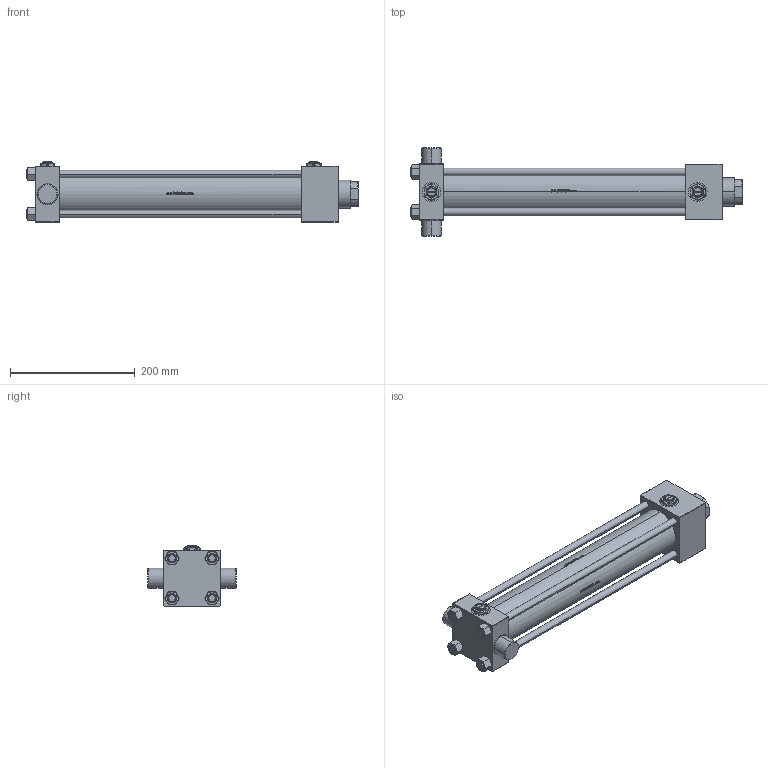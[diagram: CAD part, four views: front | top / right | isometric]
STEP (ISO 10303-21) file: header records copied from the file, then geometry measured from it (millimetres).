
FILE_DESCRIPTION (( 'STEP AP203' ), '1' );
FILE_NAME ('ca10.STEP', '2022-04-16T02:50:05', ( '' ), ( '' ), 'SwSTEP 2.0', 'SolidWorks 2019', '' );
FILE_SCHEMA (( 'CONFIG_CONTROL_DESIGN' ));
Length unit declared in the file: millimetre
Products named in the file (7): ca10; Zatka_pro_OIL_PORT 8ede750fad1c8f06d9af273030477623; NUT_M5_L 8ede750fad1c8f06d9af273030477623; V215CR_VCP_L 8ede750fad1c8f06d9af273030477623; V215_VC_A 8ede750fad1c8f06d9af273030477623; V215CR_L_Body 8ede750fad1c8f06d9af273030477623; V215CR_L_TYCINKA 8ede750fad1c8f06d9af273030477623
Assembly tree (13 placements, depth 2):
  ca10
    V215CR_L_Body 8ede750fad1c8f06d9af273030477623
    V215CR_VCP_L 8ede750fad1c8f06d9af273030477623
    V215CR_L_TYCINKA 8ede750fad1c8f06d9af273030477623  x4
    NUT_M5_L 8ede750fad1c8f06d9af273030477623  x4
    V215_VC_A 8ede750fad1c8f06d9af273030477623
    Zatka_pro_OIL_PORT 8ede750fad1c8f06d9af273030477623  x2
Bounding box: 533 x 142 x 97 mm (x, y, z)
Volume: 1916275.5 mm3; surface area: 427715.2 mm2
Topology: 13 solids, 13 shells, 1177 faces, 2950 edges, 1885 vertices
Faces by surface type: plane 477, bspline 380, cone 174, cylinder 134, torus 12
Entity records: 48914 total; most frequent: CARTESIAN_POINT 26264, ORIENTED_EDGE 5200, DIRECTION 3220, EDGE_CURVE 2600, VERTEX_POINT 1683, VECTOR 1316, LINE 1316, EDGE_LOOP 1115
